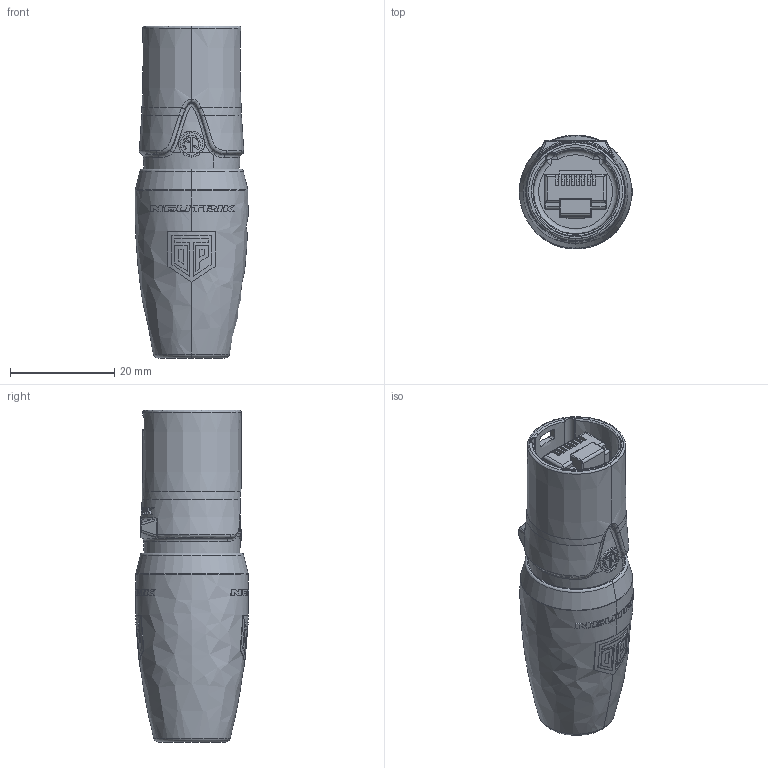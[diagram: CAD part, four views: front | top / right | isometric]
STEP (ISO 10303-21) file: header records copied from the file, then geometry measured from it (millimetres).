
FILE_DESCRIPTION((''),'2;1');
FILE_NAME('30009449','2022-09-21T13:25:20',('SYSTEM'),(''),'CREO PARAMETRIC BY PTC INC, 2021184','CREO PARAMETRIC BY PTC INC, 2021184','');
FILE_SCHEMA(('CONFIG_CONTROL_DESIGN'));
Length unit declared in the file: millimetre
Products named in the file (1): 30009449
Bounding box: 21.84 x 21.91 x 63.82 mm (x, y, z)
Volume: 16968.2 mm3; surface area: 6530.8 mm2
Topology: 9 solids, 17 shells, 928 faces, 2425 edges, 1573 vertices
Faces by surface type: plane 436, bspline 268, cylinder 83, extrusion 67, torus 35, cone 35, sphere 4
Entity records: 40907 total; most frequent: CARTESIAN_POINT 19905, ORIENTED_EDGE 4850, DIRECTION 3477, EDGE_CURVE 2425, VERTEX_POINT 1573, VECTOR 1335, LINE 1268, AXIS2_PLACEMENT_3D 1071
